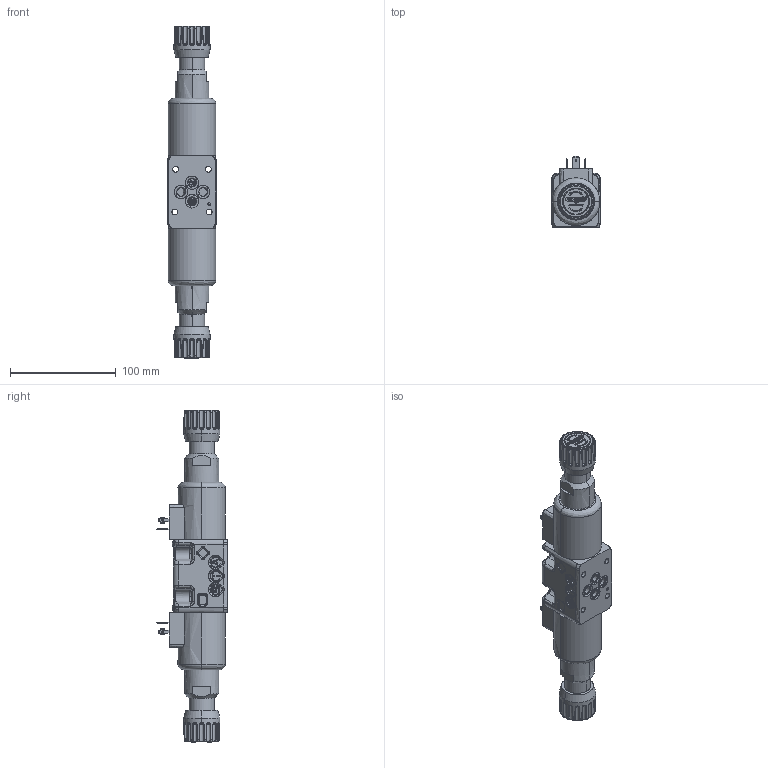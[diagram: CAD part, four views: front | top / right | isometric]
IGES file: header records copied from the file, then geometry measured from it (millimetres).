
Start section: SolidWorks IGES file using analytic representation for surfaces
Global section: file name: AD3E--C-P13.igs; native system: SolidWorks 2014; preprocessor: SolidWorks 2014; author: serviziopdm; date: 160321.174455; units: millimetre
Bounding box: 46 x 67.28 x 314.7 mm (x, y, z)
Surface area: 67191.7 mm2 (no closed solid volume)
Topology: 0 solids, 0 shells, 1267 faces, 22463 edges, 22457 vertices
Faces by surface type: bspline 967, revolution 300
